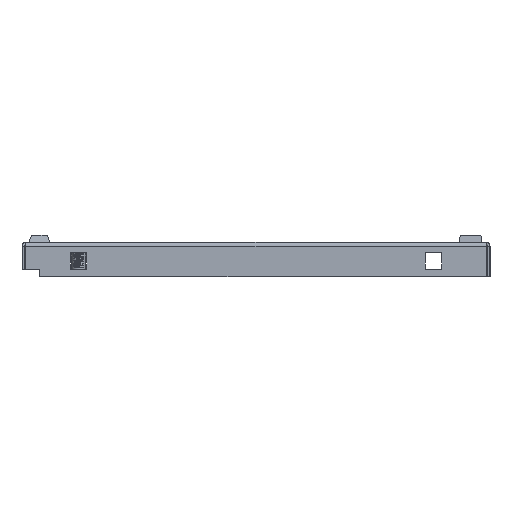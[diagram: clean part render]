
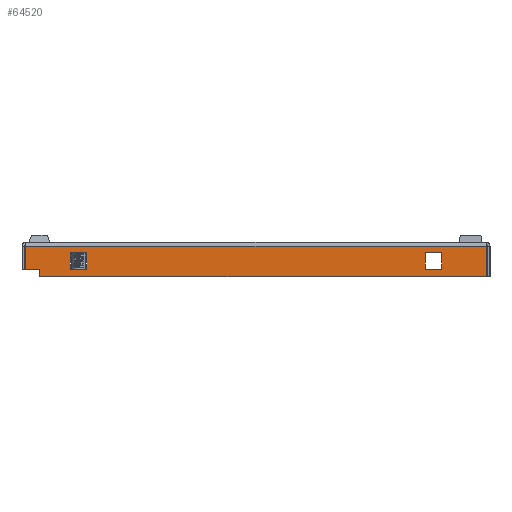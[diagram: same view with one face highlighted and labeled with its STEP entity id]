
A CAD part, front view. The second image highlights one B-rep face of the part: STEP entity #64520.
In plain terms, the highlighted planar face has unit normal (0, -1, 0).
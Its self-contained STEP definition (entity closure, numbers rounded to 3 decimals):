
#3302 = EDGE_CURVE ( 'NONE', #34417, #34416, #17217, .T. ) ;
#3310 = EDGE_CURVE ( 'NONE', #5123, #7830, #17269, .T. ) ;
#3327 = EDGE_CURVE ( 'NONE', #5125, #5120, #17366, .T. ) ;
#3328 = EDGE_CURVE ( 'NONE', #5124, #75850, #17363, .T. ) ;
#3331 = EDGE_CURVE ( 'NONE', #7830, #34417, #17392, .T. ) ;
#3332 = EDGE_CURVE ( 'NONE', #7846, #5126, #17398, .T. ) ;
#3333 = EDGE_CURVE ( 'NONE', #76675, #5117, #17380, .T. ) ;
#3334 = EDGE_CURVE ( 'NONE', #8420, #7894, #17410, .T. ) ;
#5117 = VERTEX_POINT ( 'NONE', #55995 ) ;
#5120 = VERTEX_POINT ( 'NONE', #55992 ) ;
#5123 = VERTEX_POINT ( 'NONE', #55989 ) ;
#5124 = VERTEX_POINT ( 'NONE', #55988 ) ;
#5125 = VERTEX_POINT ( 'NONE', #55987 ) ;
#5126 = VERTEX_POINT ( 'NONE', #55986 ) ;
#7446 = EDGE_CURVE ( 'NONE', #34416, #5123, #17433, .T. ) ;
#7452 = EDGE_CURVE ( 'NONE', #75850, #5120, #17455, .T. ) ;
#7461 = EDGE_CURVE ( 'NONE', #5126, #8420, #17493, .T. ) ;
#7462 = EDGE_CURVE ( 'NONE', #5117, #5124, #17467, .T. ) ;
#7465 = EDGE_CURVE ( 'NONE', #7894, #7846, #17513, .T. ) ;
#7470 = EDGE_CURVE ( 'NONE', #76675, #5125, #17529, .T. ) ;
#7830 = VERTEX_POINT ( 'NONE', #55494 ) ;
#7846 = VERTEX_POINT ( 'NONE', #55474 ) ;
#7894 = VERTEX_POINT ( 'NONE', #55468 ) ;
#8420 = VERTEX_POINT ( 'NONE', #55464 ) ;
#13601 = FACE_BOUND ( 'NONE', #57007, .T. ) ;
#13612 = FACE_BOUND ( 'NONE', #57030, .T. ) ;
#13614 = FACE_OUTER_BOUND ( 'NONE', #57015, .T. ) ;
#16240 = ORIENTED_EDGE ( 'NONE', *, *, #7462, .T. ) ;
#16241 = ORIENTED_EDGE ( 'NONE', *, *, #3328, .T. ) ;
#16242 = ORIENTED_EDGE ( 'NONE', *, *, #7452, .T. ) ;
#16243 = ORIENTED_EDGE ( 'NONE', *, *, #3327, .F. ) ;
#16244 = ORIENTED_EDGE ( 'NONE', *, *, #7470, .F. ) ;
#16245 = ORIENTED_EDGE ( 'NONE', *, *, #3333, .T. ) ;
#16246 = ORIENTED_EDGE ( 'NONE', *, *, #7461, .T. ) ;
#16247 = ORIENTED_EDGE ( 'NONE', *, *, #3334, .T. ) ;
#16248 = ORIENTED_EDGE ( 'NONE', *, *, #7465, .T. ) ;
#16249 = ORIENTED_EDGE ( 'NONE', *, *, #3332, .T. ) ;
#16250 = ORIENTED_EDGE ( 'NONE', *, *, #3310, .T. ) ;
#16251 = ORIENTED_EDGE ( 'NONE', *, *, #3331, .T. ) ;
#16252 = ORIENTED_EDGE ( 'NONE', *, *, #3302, .T. ) ;
#16253 = ORIENTED_EDGE ( 'NONE', *, *, #7446, .T. ) ;
#17217 = LINE ( 'NONE', #56224, #17231 ) ;
#17231 = VECTOR ( 'NONE', #56213, 1000. ) ;
#17269 = LINE ( 'NONE', #56183, #17278 ) ;
#17278 = VECTOR ( 'NONE', #56182, 1000. ) ;
#17363 = LINE ( 'NONE', #56153, #17383 ) ;
#17366 = LINE ( 'NONE', #56145, #17377 ) ;
#17377 = VECTOR ( 'NONE', #56143, 1000. ) ;
#17380 = LINE ( 'NONE', #56144, #17414 ) ;
#17383 = VECTOR ( 'NONE', #56142, 1000. ) ;
#17392 = LINE ( 'NONE', #56137, #17400 ) ;
#17398 = LINE ( 'NONE', #56135, #17407 ) ;
#17400 = VECTOR ( 'NONE', #56136, 1000. ) ;
#17407 = VECTOR ( 'NONE', #56133, 1000. ) ;
#17410 = LINE ( 'NONE', #56131, #17420 ) ;
#17414 = VECTOR ( 'NONE', #56132, 1000. ) ;
#17420 = VECTOR ( 'NONE', #56130, 1000. ) ;
#17429 = VECTOR ( 'NONE', #55648, 1000. ) ;
#17433 = LINE ( 'NONE', #55649, #17429 ) ;
#17455 = LINE ( 'NONE', #55625, #17464 ) ;
#17464 = VECTOR ( 'NONE', #55624, 1000. ) ;
#17467 = LINE ( 'NONE', #55583, #17508 ) ;
#17493 = LINE ( 'NONE', #55588, #17498 ) ;
#17498 = VECTOR ( 'NONE', #55584, 1000. ) ;
#17508 = VECTOR ( 'NONE', #55582, 1000. ) ;
#17513 = LINE ( 'NONE', #55575, #17516 ) ;
#17516 = VECTOR ( 'NONE', #55576, 1000. ) ;
#17529 = LINE ( 'NONE', #55552, #17535 ) ;
#17535 = VECTOR ( 'NONE', #55551, 1000. ) ;
#34416 = VERTEX_POINT ( 'NONE', #82444 ) ;
#34417 = VERTEX_POINT ( 'NONE', #82436 ) ;
#54289 = AXIS2_PLACEMENT_3D ( 'NONE', #59122, #59120, #59078 ) ;
#55464 = CARTESIAN_POINT ( 'NONE',  ( -105.25, -199., -4.25 ) ) ;
#55468 = CARTESIAN_POINT ( 'NONE',  ( -95.75, -199., -4.25 ) ) ;
#55474 = CARTESIAN_POINT ( 'NONE',  ( -95.75, -199., -13.75 ) ) ;
#55494 = CARTESIAN_POINT ( 'NONE',  ( 105.25, -199., -4.25 ) ) ;
#55551 = DIRECTION ( 'NONE',  ( 0., 0., 1. ) ) ;
#55552 = CARTESIAN_POINT ( 'NONE',  ( -130.5, -199., -0.75 ) ) ;
#55575 = CARTESIAN_POINT ( 'NONE',  ( -95.75, -199., -4.25 ) ) ;
#55576 = DIRECTION ( 'NONE',  ( 0., 0., -1. ) ) ;
#55582 = DIRECTION ( 'NONE',  ( 0., 0., -1. ) ) ;
#55583 = CARTESIAN_POINT ( 'NONE',  ( -122.5, -199., -18. ) ) ;
#55584 = DIRECTION ( 'NONE',  ( 0., 0., 1. ) ) ;
#55588 = CARTESIAN_POINT ( 'NONE',  ( -105.25, -199., -4.25 ) ) ;
#55624 = DIRECTION ( 'NONE',  ( 0., 0., 1. ) ) ;
#55625 = CARTESIAN_POINT ( 'NONE',  ( 130.5, -199., -0.75 ) ) ;
#55648 = DIRECTION ( 'NONE',  ( 0., 0., 1. ) ) ;
#55649 = CARTESIAN_POINT ( 'NONE',  ( 95.75, -199., -4.25 ) ) ;
#55986 = CARTESIAN_POINT ( 'NONE',  ( -105.25, -199., -13.75 ) ) ;
#55987 = CARTESIAN_POINT ( 'NONE',  ( -130.5, -199., -0.75 ) ) ;
#55988 = CARTESIAN_POINT ( 'NONE',  ( -122.5, -199., -18. ) ) ;
#55989 = CARTESIAN_POINT ( 'NONE',  ( 95.75, -199., -4.25 ) ) ;
#55992 = CARTESIAN_POINT ( 'NONE',  ( 130.5, -199., -0.75 ) ) ;
#55995 = CARTESIAN_POINT ( 'NONE',  ( -122.5, -199., -14. ) ) ;
#56130 = DIRECTION ( 'NONE',  ( 1., 0., 0. ) ) ;
#56131 = CARTESIAN_POINT ( 'NONE',  ( -105.25, -199., -4.25 ) ) ;
#56132 = DIRECTION ( 'NONE',  ( 1., 0., 0. ) ) ;
#56133 = DIRECTION ( 'NONE',  ( -1., 0., 0. ) ) ;
#56135 = CARTESIAN_POINT ( 'NONE',  ( -105.25, -199., -13.75 ) ) ;
#56136 = DIRECTION ( 'NONE',  ( 0., 0., -1. ) ) ;
#56137 = CARTESIAN_POINT ( 'NONE',  ( 105.25, -199., -4.25 ) ) ;
#56142 = DIRECTION ( 'NONE',  ( 1., 0., 0. ) ) ;
#56143 = DIRECTION ( 'NONE',  ( 1., 0., 0. ) ) ;
#56144 = CARTESIAN_POINT ( 'NONE',  ( -130.5, -199., -14. ) ) ;
#56145 = CARTESIAN_POINT ( 'NONE',  ( -261.009, -199., -0.75 ) ) ;
#56153 = CARTESIAN_POINT ( 'NONE',  ( 130.25, -199., -18. ) ) ;
#56182 = DIRECTION ( 'NONE',  ( 1., 0., 0. ) ) ;
#56183 = CARTESIAN_POINT ( 'NONE',  ( 105.25, -199., -4.25 ) ) ;
#56213 = DIRECTION ( 'NONE',  ( -1., 0., 0. ) ) ;
#56224 = CARTESIAN_POINT ( 'NONE',  ( 105.25, -199., -13.75 ) ) ;
#57007 = EDGE_LOOP ( 'NONE', ( #16250, #16251, #16252, #16253 ) ) ;
#57015 = EDGE_LOOP ( 'NONE', ( #16240, #16241, #16242, #16243, #16244, #16245 ) ) ;
#57030 = EDGE_LOOP ( 'NONE', ( #16246, #16247, #16248, #16249 ) ) ;
#59078 = DIRECTION ( 'NONE',  ( 0., 0., 1. ) ) ;
#59079 = PLANE ( 'NONE',  #54289 ) ;
#59120 = DIRECTION ( 'NONE',  ( 0., 1., 0. ) ) ;
#59122 = CARTESIAN_POINT ( 'NONE',  ( 130.25, -199., -18. ) ) ;
#64520 = ADVANCED_FACE ( 'NONE', ( #13614, #13612, #13601 ), #59079, .F. ) ;
#75850 = VERTEX_POINT ( 'NONE', #82608 ) ;
#76675 = VERTEX_POINT ( 'NONE', #82623 ) ;
#82436 = CARTESIAN_POINT ( 'NONE',  ( 105.25, -199., -13.75 ) ) ;
#82444 = CARTESIAN_POINT ( 'NONE',  ( 95.75, -199., -13.75 ) ) ;
#82608 = CARTESIAN_POINT ( 'NONE',  ( 130.5, -199., -18. ) ) ;
#82623 = CARTESIAN_POINT ( 'NONE',  ( -130.5, -199., -14. ) ) ;
